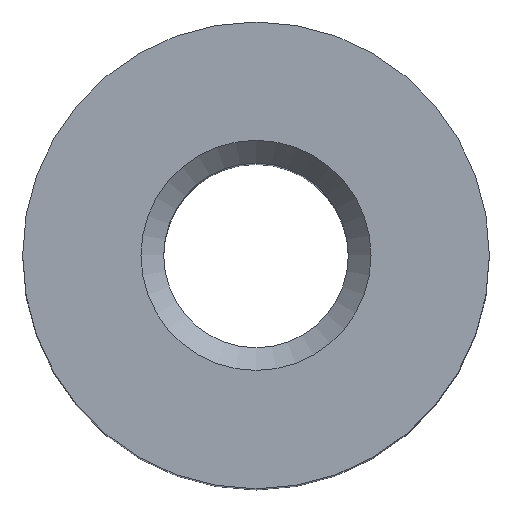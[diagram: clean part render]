
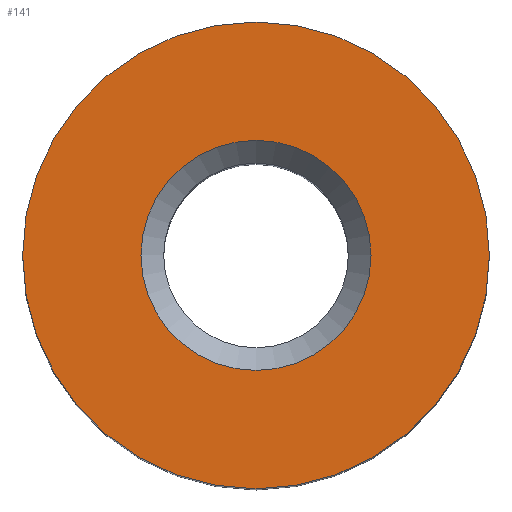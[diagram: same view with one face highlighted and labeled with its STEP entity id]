
A CAD part, top view. The second image highlights one B-rep face of the part: STEP entity #141.
In plain terms, the highlighted planar face has unit normal (0, 0, 1).
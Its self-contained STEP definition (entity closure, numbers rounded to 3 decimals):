
#24=ORIENTED_EDGE('',*,*,#38,.T.);
#25=ORIENTED_EDGE('',*,*,#39,.F.);
#38=EDGE_CURVE('',#45,#45,#52,.T.);
#39=EDGE_CURVE('',#46,#46,#53,.T.);
#45=VERTEX_POINT('',#200);
#46=VERTEX_POINT('',#202);
#52=CIRCLE('',#154,2.021);
#53=CIRCLE('',#155,4.1);
#59=EDGE_LOOP('',(#24));
#60=EDGE_LOOP('',(#25));
#73=FACE_BOUND('',#59,.T.);
#74=FACE_BOUND('',#60,.T.);
#87=PLANE('',#153);
#141=ADVANCED_FACE('',(#73,#74),#87,.F.);
#153=AXIS2_PLACEMENT_3D('',#198,#169,#170);
#154=AXIS2_PLACEMENT_3D('',#199,#171,#172);
#155=AXIS2_PLACEMENT_3D('',#201,#173,#174);
#169=DIRECTION('',(0.,0.,-1.));
#170=DIRECTION('',(-1.,0.,0.));
#171=DIRECTION('',(0.,0.,-1.));
#172=DIRECTION('',(1.,0.,0.));
#173=DIRECTION('',(0.,0.,-1.));
#174=DIRECTION('',(-1.,0.,0.));
#198=CARTESIAN_POINT('',(0.,0.,12.));
#199=CARTESIAN_POINT('',(0.,0.,12.));
#200=CARTESIAN_POINT('',(2.021,0.,12.));
#201=CARTESIAN_POINT('',(0.,0.,12.));
#202=CARTESIAN_POINT('',(-4.1,0.,12.));
